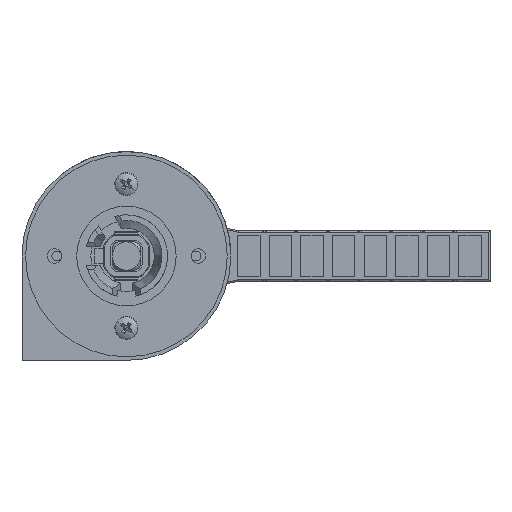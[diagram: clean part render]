
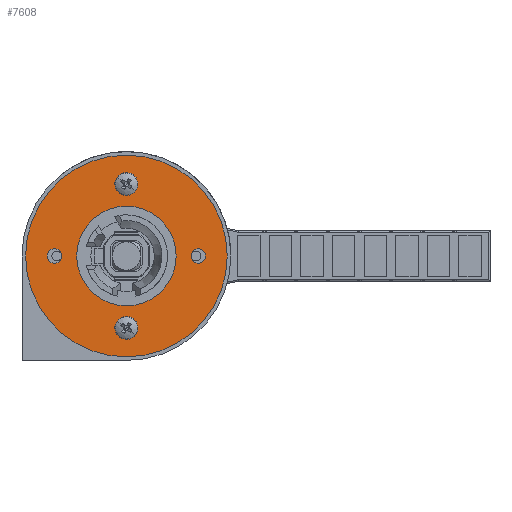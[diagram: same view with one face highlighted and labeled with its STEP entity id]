
A CAD part, front view. The second image highlights one B-rep face of the part: STEP entity #7608.
In plain terms, the highlighted planar face has unit normal (0, -1, 0).
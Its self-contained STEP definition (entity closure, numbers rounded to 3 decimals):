
#4 = ORIENTED_EDGE ( 'NONE', *, *, #30646, .T. ) ;
#98 = VERTEX_POINT ( 'NONE', #31373 ) ;
#1012 = ORIENTED_EDGE ( 'NONE', *, *, #16758, .T. ) ;
#1172 = VERTEX_POINT ( 'NONE', #29722 ) ;
#1212 = CIRCLE ( 'NONE', #13411, 2.5 ) ;
#1534 = CARTESIAN_POINT ( 'NONE',  ( 0., 0., 0. ) ) ;
#1872 = CARTESIAN_POINT ( 'NONE',  ( 0., 0., -27.5 ) ) ;
#2024 = DIRECTION ( 'NONE',  ( 0., 1., 0. ) ) ;
#2078 = EDGE_CURVE ( 'NONE', #31578, #12678, #28039, .T. ) ;
#2092 = CARTESIAN_POINT ( 'NONE',  ( 25., 0., -2.5 ) ) ;
#2228 = CARTESIAN_POINT ( 'NONE',  ( 25., 0., 0. ) ) ;
#2331 = VERTEX_POINT ( 'NONE', #14986 ) ;
#2383 = AXIS2_PLACEMENT_3D ( 'NONE', #10968, #30890, #21366 ) ;
#3071 = EDGE_LOOP ( 'NONE', ( #9785, #28466 ) ) ;
#3563 = ORIENTED_EDGE ( 'NONE', *, *, #24985, .T. ) ;
#3703 = FACE_OUTER_BOUND ( 'NONE', #3071, .T. ) ;
#3942 = AXIS2_PLACEMENT_3D ( 'NONE', #27712, #4626, #6785 ) ;
#4626 = DIRECTION ( 'NONE',  ( 0., 1., 0. ) ) ;
#4772 = CARTESIAN_POINT ( 'NONE',  ( 0., 0., -25. ) ) ;
#5939 = VERTEX_POINT ( 'NONE', #19576 ) ;
#6423 = ORIENTED_EDGE ( 'NONE', *, *, #24855, .T. ) ;
#6785 = DIRECTION ( 'NONE',  ( 0., 0., 1. ) ) ;
#7012 = AXIS2_PLACEMENT_3D ( 'NONE', #1534, #31876, #9141 ) ;
#7039 = DIRECTION ( 'NONE',  ( 0., 0., 1. ) ) ;
#7159 = EDGE_CURVE ( 'NONE', #1172, #16276, #25530, .T. ) ;
#7502 = AXIS2_PLACEMENT_3D ( 'NONE', #22357, #24734, #16732 ) ;
#7608 = ADVANCED_FACE ( 'NONE', ( #3703, #27111, #13824, #29615, #24255, #16762 ), #21411, .F. ) ;
#7754 = VERTEX_POINT ( 'NONE', #18056 ) ;
#7880 = DIRECTION ( 'NONE',  ( 0., 1., 0. ) ) ;
#8033 = DIRECTION ( 'NONE',  ( 0., 0., 1. ) ) ;
#8597 = VERTEX_POINT ( 'NONE', #23031 ) ;
#9141 = DIRECTION ( 'NONE',  ( 0., 0., 1. ) ) ;
#9357 = EDGE_LOOP ( 'NONE', ( #1012, #6423 ) ) ;
#9785 = ORIENTED_EDGE ( 'NONE', *, *, #30894, .F. ) ;
#10020 = CIRCLE ( 'NONE', #11642, 2.5 ) ;
#10054 = DIRECTION ( 'NONE',  ( 0., 0., 1. ) ) ;
#10153 = CIRCLE ( 'NONE', #23957, 2.5 ) ;
#10158 = DIRECTION ( 'NONE',  ( 0., 1., 0. ) ) ;
#10968 = CARTESIAN_POINT ( 'NONE',  ( 0., 0., 0. ) ) ;
#11642 = AXIS2_PLACEMENT_3D ( 'NONE', #31896, #14182, #27292 ) ;
#11691 = ORIENTED_EDGE ( 'NONE', *, *, #2078, .T. ) ;
#11989 = AXIS2_PLACEMENT_3D ( 'NONE', #24248, #2024, #27269 ) ;
#12369 = DIRECTION ( 'NONE',  ( 0., 0., 1. ) ) ;
#12635 = EDGE_CURVE ( 'NONE', #98, #20980, #21358, .T. ) ;
#12678 = VERTEX_POINT ( 'NONE', #2092 ) ;
#12895 = DIRECTION ( 'NONE',  ( 0., 1., 0. ) ) ;
#13209 = CARTESIAN_POINT ( 'NONE',  ( 0., 0., 0. ) ) ;
#13411 = AXIS2_PLACEMENT_3D ( 'NONE', #23725, #24363, #13934 ) ;
#13824 = FACE_BOUND ( 'NONE', #24898, .T. ) ;
#13934 = DIRECTION ( 'NONE',  ( 0., 0., 1. ) ) ;
#14182 = DIRECTION ( 'NONE',  ( 0., 1., 0. ) ) ;
#14569 = AXIS2_PLACEMENT_3D ( 'NONE', #13209, #7880, #8033 ) ;
#14986 = CARTESIAN_POINT ( 'NONE',  ( -25., 0., 2.5 ) ) ;
#15028 = CIRCLE ( 'NONE', #3942, 2.5 ) ;
#15298 = EDGE_LOOP ( 'NONE', ( #30539, #11691 ) ) ;
#15602 = CIRCLE ( 'NONE', #16146, 2.5 ) ;
#16064 = AXIS2_PLACEMENT_3D ( 'NONE', #32777, #29671, #19626 ) ;
#16069 = CARTESIAN_POINT ( 'NONE',  ( 25., 0., 2.5 ) ) ;
#16146 = AXIS2_PLACEMENT_3D ( 'NONE', #31762, #32088, #7039 ) ;
#16276 = VERTEX_POINT ( 'NONE', #32262 ) ;
#16732 = DIRECTION ( 'NONE',  ( 0., 0., 1. ) ) ;
#16758 = EDGE_CURVE ( 'NONE', #5939, #2331, #15602, .T. ) ;
#16762 = FACE_BOUND ( 'NONE', #9357, .T. ) ;
#17244 = CIRCLE ( 'NONE', #11989, 2.5 ) ;
#18056 = CARTESIAN_POINT ( 'NONE',  ( 0., 0., -22.5 ) ) ;
#18931 = ORIENTED_EDGE ( 'NONE', *, *, #28068, .T. ) ;
#19308 = CIRCLE ( 'NONE', #2383, 17.3 ) ;
#19548 = EDGE_LOOP ( 'NONE', ( #18931, #4 ) ) ;
#19576 = CARTESIAN_POINT ( 'NONE',  ( -25., 0., -2.5 ) ) ;
#19626 = DIRECTION ( 'NONE',  ( 0., 0., 1. ) ) ;
#19672 = CARTESIAN_POINT ( 'NONE',  ( 0., 0., 22.5 ) ) ;
#20980 = VERTEX_POINT ( 'NONE', #23647 ) ;
#21358 = CIRCLE ( 'NONE', #16064, 35.05 ) ;
#21366 = DIRECTION ( 'NONE',  ( 0., 0., 1. ) ) ;
#21411 = PLANE ( 'NONE',  #7012 ) ;
#21965 = VERTEX_POINT ( 'NONE', #19672 ) ;
#22175 = EDGE_CURVE ( 'NONE', #7754, #25993, #1212, .T. ) ;
#22357 = CARTESIAN_POINT ( 'NONE',  ( 0., 0., 0. ) ) ;
#22668 = ORIENTED_EDGE ( 'NONE', *, *, #7159, .T. ) ;
#23031 = CARTESIAN_POINT ( 'NONE',  ( 0., 0., 27.5 ) ) ;
#23647 = CARTESIAN_POINT ( 'NONE',  ( 0., 0., -35.05 ) ) ;
#23725 = CARTESIAN_POINT ( 'NONE',  ( 0., 0., -25. ) ) ;
#23957 = AXIS2_PLACEMENT_3D ( 'NONE', #4772, #27692, #28023 ) ;
#23978 = CIRCLE ( 'NONE', #32448, 2.5 ) ;
#24200 = ORIENTED_EDGE ( 'NONE', *, *, #22175, .T. ) ;
#24248 = CARTESIAN_POINT ( 'NONE',  ( -25., 0., 0. ) ) ;
#24255 = FACE_BOUND ( 'NONE', #19548, .T. ) ;
#24363 = DIRECTION ( 'NONE',  ( 0., 1., 0. ) ) ;
#24734 = DIRECTION ( 'NONE',  ( 0., 1., 0. ) ) ;
#24855 = EDGE_CURVE ( 'NONE', #2331, #5939, #17244, .T. ) ;
#24898 = EDGE_LOOP ( 'NONE', ( #30237, #24200 ) ) ;
#24985 = EDGE_CURVE ( 'NONE', #16276, #1172, #19308, .T. ) ;
#25530 = CIRCLE ( 'NONE', #7502, 17.3 ) ;
#25993 = VERTEX_POINT ( 'NONE', #1872 ) ;
#27111 = FACE_BOUND ( 'NONE', #28867, .T. ) ;
#27269 = DIRECTION ( 'NONE',  ( 0., 0., 1. ) ) ;
#27292 = DIRECTION ( 'NONE',  ( 0., 0., 1. ) ) ;
#27692 = DIRECTION ( 'NONE',  ( 0., 1., 0. ) ) ;
#27712 = CARTESIAN_POINT ( 'NONE',  ( 25., 0., 0. ) ) ;
#28023 = DIRECTION ( 'NONE',  ( 0., 0., 1. ) ) ;
#28039 = CIRCLE ( 'NONE', #30122, 2.5 ) ;
#28068 = EDGE_CURVE ( 'NONE', #21965, #8597, #10020, .T. ) ;
#28207 = CARTESIAN_POINT ( 'NONE',  ( 0., 0., 25. ) ) ;
#28466 = ORIENTED_EDGE ( 'NONE', *, *, #12635, .F. ) ;
#28867 = EDGE_LOOP ( 'NONE', ( #22668, #3563 ) ) ;
#29615 = FACE_BOUND ( 'NONE', #15298, .T. ) ;
#29671 = DIRECTION ( 'NONE',  ( 0., 1., 0. ) ) ;
#29722 = CARTESIAN_POINT ( 'NONE',  ( 0., 0., -17.3 ) ) ;
#30122 = AXIS2_PLACEMENT_3D ( 'NONE', #2228, #10158, #12369 ) ;
#30237 = ORIENTED_EDGE ( 'NONE', *, *, #31644, .T. ) ;
#30454 = CIRCLE ( 'NONE', #14569, 35.05 ) ;
#30539 = ORIENTED_EDGE ( 'NONE', *, *, #32717, .T. ) ;
#30646 = EDGE_CURVE ( 'NONE', #8597, #21965, #23978, .T. ) ;
#30890 = DIRECTION ( 'NONE',  ( 0., 1., 0. ) ) ;
#30894 = EDGE_CURVE ( 'NONE', #20980, #98, #30454, .T. ) ;
#31373 = CARTESIAN_POINT ( 'NONE',  ( 0., 0., 35.05 ) ) ;
#31578 = VERTEX_POINT ( 'NONE', #16069 ) ;
#31644 = EDGE_CURVE ( 'NONE', #25993, #7754, #10153, .T. ) ;
#31762 = CARTESIAN_POINT ( 'NONE',  ( -25., 0., 0. ) ) ;
#31876 = DIRECTION ( 'NONE',  ( 0., 1., 0. ) ) ;
#31896 = CARTESIAN_POINT ( 'NONE',  ( 0., 0., 25. ) ) ;
#32088 = DIRECTION ( 'NONE',  ( 0., 1., 0. ) ) ;
#32262 = CARTESIAN_POINT ( 'NONE',  ( 0., 0., 17.3 ) ) ;
#32448 = AXIS2_PLACEMENT_3D ( 'NONE', #28207, #12895, #10054 ) ;
#32717 = EDGE_CURVE ( 'NONE', #12678, #31578, #15028, .T. ) ;
#32777 = CARTESIAN_POINT ( 'NONE',  ( 0., 0., 0. ) ) ;
